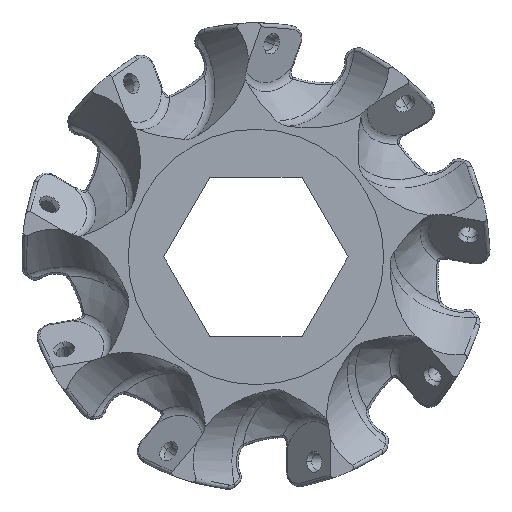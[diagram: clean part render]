
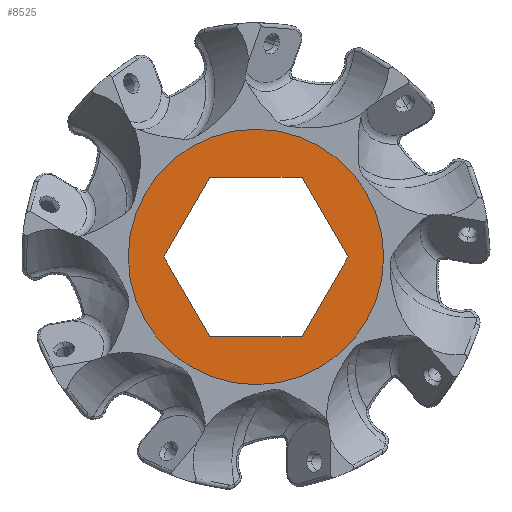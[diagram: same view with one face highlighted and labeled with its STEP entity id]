
A CAD part, front view. The second image highlights one B-rep face of the part: STEP entity #8525.
In plain terms, the highlighted planar face has unit normal (0, -1, 0).
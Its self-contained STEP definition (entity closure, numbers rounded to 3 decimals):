
#347 = CARTESIAN_POINT ( 'NONE',  ( -17.321, 2., 0. ) ) ;
#555 = VECTOR ( 'NONE', #7112, 1000. ) ;
#562 = EDGE_CURVE ( 'NONE', #4556, #3878, #9556, .T. ) ;
#678 = DIRECTION ( 'NONE',  ( 0., 0., -1. ) ) ;
#913 = CARTESIAN_POINT ( 'NONE',  ( 8.66, 2., -15. ) ) ;
#994 = EDGE_CURVE ( 'NONE', #3749, #1536, #4302, .T. ) ;
#1413 = LINE ( 'NONE', #5342, #555 ) ;
#1536 = VERTEX_POINT ( 'NONE', #347 ) ;
#1739 = CIRCLE ( 'NONE', #3489, 24. ) ;
#2411 = CARTESIAN_POINT ( 'NONE',  ( 8.66, 2., 15. ) ) ;
#2442 = CARTESIAN_POINT ( 'NONE',  ( 0., 2., 0. ) ) ;
#2469 = ORIENTED_EDGE ( 'NONE', *, *, #7004, .T. ) ;
#2573 = EDGE_CURVE ( 'NONE', #3878, #7071, #8094, .T. ) ;
#2599 = PLANE ( 'NONE',  #5660 ) ;
#2839 = DIRECTION ( 'NONE',  ( 0., 1., 0. ) ) ;
#2869 = DIRECTION ( 'NONE',  ( -1., 0., 0. ) ) ;
#3097 = CARTESIAN_POINT ( 'NONE',  ( 8.66, 2., 15. ) ) ;
#3263 = ORIENTED_EDGE ( 'NONE', *, *, #2573, .T. ) ;
#3325 = CARTESIAN_POINT ( 'NONE',  ( -17.321, 2., 0. ) ) ;
#3327 = AXIS2_PLACEMENT_3D ( 'NONE', #10746, #7365, #678 ) ;
#3435 = VERTEX_POINT ( 'NONE', #9352 ) ;
#3489 = AXIS2_PLACEMENT_3D ( 'NONE', #5082, #2839, #8536 ) ;
#3538 = ORIENTED_EDGE ( 'NONE', *, *, #7395, .T. ) ;
#3749 = VERTEX_POINT ( 'NONE', #6855 ) ;
#3878 = VERTEX_POINT ( 'NONE', #3097 ) ;
#3884 = EDGE_CURVE ( 'NONE', #10441, #9803, #9958, .T. ) ;
#4197 = FACE_BOUND ( 'NONE', #10213, .T. ) ;
#4302 = LINE ( 'NONE', #3325, #4567 ) ;
#4415 = DIRECTION ( 'NONE',  ( -0.5, 0., -0.866 ) ) ;
#4556 = VERTEX_POINT ( 'NONE', #8844 ) ;
#4567 = VECTOR ( 'NONE', #10704, 1000. ) ;
#4638 = LINE ( 'NONE', #9495, #5571 ) ;
#4702 = DIRECTION ( 'NONE',  ( 0.5, 0., -0.866 ) ) ;
#4872 = ORIENTED_EDGE ( 'NONE', *, *, #562, .T. ) ;
#5082 = CARTESIAN_POINT ( 'NONE',  ( 0., 2., 0. ) ) ;
#5092 = VECTOR ( 'NONE', #7865, 1000. ) ;
#5180 = ORIENTED_EDGE ( 'NONE', *, *, #10371, .F. ) ;
#5342 = CARTESIAN_POINT ( 'NONE',  ( -8.66, 2., 15. ) ) ;
#5571 = VECTOR ( 'NONE', #2869, 1000. ) ;
#5660 = AXIS2_PLACEMENT_3D ( 'NONE', #2442, #9118, #9172 ) ;
#6125 = CARTESIAN_POINT ( 'NONE',  ( 0., 2., 24. ) ) ;
#6671 = FACE_OUTER_BOUND ( 'NONE', #8485, .T. ) ;
#6855 = CARTESIAN_POINT ( 'NONE',  ( -8.66, 2., -15. ) ) ;
#6889 = LINE ( 'NONE', #913, #8533 ) ;
#7004 = EDGE_CURVE ( 'NONE', #1536, #4556, #1413, .T. ) ;
#7071 = VERTEX_POINT ( 'NONE', #9565 ) ;
#7112 = DIRECTION ( 'NONE',  ( 0.5, 0., 0.866 ) ) ;
#7296 = ORIENTED_EDGE ( 'NONE', *, *, #994, .T. ) ;
#7365 = DIRECTION ( 'NONE',  ( 0., 1., 0. ) ) ;
#7395 = EDGE_CURVE ( 'NONE', #3435, #3749, #4638, .T. ) ;
#7720 = VECTOR ( 'NONE', #4702, 1000. ) ;
#7865 = DIRECTION ( 'NONE',  ( 1., 0., 0. ) ) ;
#8094 = LINE ( 'NONE', #8910, #7720 ) ;
#8236 = EDGE_CURVE ( 'NONE', #7071, #3435, #6889, .T. ) ;
#8485 = EDGE_LOOP ( 'NONE', ( #10169, #5180 ) ) ;
#8525 = ADVANCED_FACE ( 'NONE', ( #6671, #4197 ), #2599, .T. ) ;
#8533 = VECTOR ( 'NONE', #4415, 1000. ) ;
#8536 = DIRECTION ( 'NONE',  ( 0., 0., -1. ) ) ;
#8689 = CARTESIAN_POINT ( 'NONE',  ( 0., 2., -24. ) ) ;
#8844 = CARTESIAN_POINT ( 'NONE',  ( -8.66, 2., 15. ) ) ;
#8910 = CARTESIAN_POINT ( 'NONE',  ( 17.321, 2., 0. ) ) ;
#9118 = DIRECTION ( 'NONE',  ( 0., -1., 0. ) ) ;
#9172 = DIRECTION ( 'NONE',  ( 0., 0., -1. ) ) ;
#9352 = CARTESIAN_POINT ( 'NONE',  ( 8.66, 2., -15. ) ) ;
#9495 = CARTESIAN_POINT ( 'NONE',  ( -8.66, 2., -15. ) ) ;
#9556 = LINE ( 'NONE', #2411, #5092 ) ;
#9565 = CARTESIAN_POINT ( 'NONE',  ( 17.321, 2., 0. ) ) ;
#9803 = VERTEX_POINT ( 'NONE', #8689 ) ;
#9958 = CIRCLE ( 'NONE', #3327, 24. ) ;
#10169 = ORIENTED_EDGE ( 'NONE', *, *, #3884, .F. ) ;
#10213 = EDGE_LOOP ( 'NONE', ( #3538, #7296, #2469, #4872, #3263, #10560 ) ) ;
#10371 = EDGE_CURVE ( 'NONE', #9803, #10441, #1739, .T. ) ;
#10441 = VERTEX_POINT ( 'NONE', #6125 ) ;
#10560 = ORIENTED_EDGE ( 'NONE', *, *, #8236, .T. ) ;
#10704 = DIRECTION ( 'NONE',  ( -0.5, 0., 0.866 ) ) ;
#10746 = CARTESIAN_POINT ( 'NONE',  ( 0., 2., 0. ) ) ;
